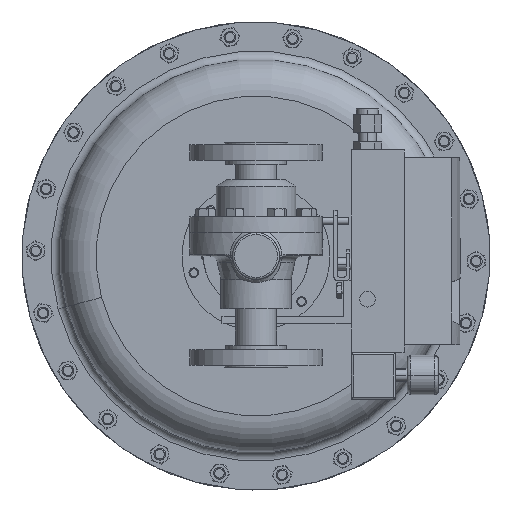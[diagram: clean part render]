
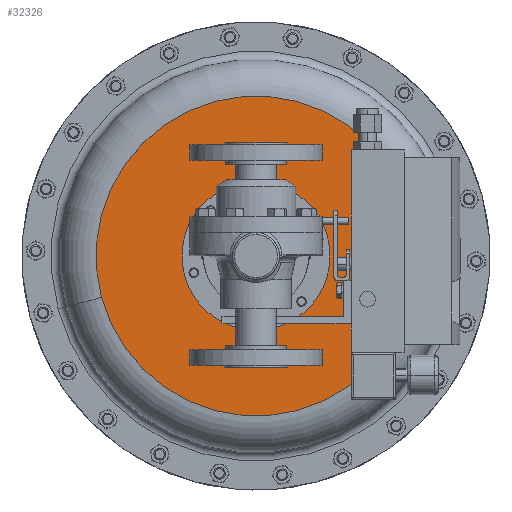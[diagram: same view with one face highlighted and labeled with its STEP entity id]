
A CAD part, front view. The second image highlights one B-rep face of the part: STEP entity #32326.
In plain terms, the highlighted planar face has unit normal (0, -1, 0).
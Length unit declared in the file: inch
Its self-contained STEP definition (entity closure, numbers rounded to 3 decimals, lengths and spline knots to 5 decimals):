
#486 = CARTESIAN_POINT ( 'NONE',  ( -3.2273, 9.6203, 4.00919 ) ) ;
#1143 = FACE_BOUND ( 'NONE', #8196, .T. ) ;
#1437 = DIRECTION ( 'NONE',  ( 0.966, 0., 0.259 ) ) ;
#3739 = DIRECTION ( 'NONE',  ( -0.966, 0., -0.259 ) ) ;
#4734 = EDGE_CURVE ( 'NONE', #40151, #15290, #40495, .T. ) ;
#6730 = CARTESIAN_POINT ( 'NONE',  ( 1.72307, 9.6203, 5.33564 ) ) ;
#6829 = AXIS2_PLACEMENT_3D ( 'NONE', #6730, #29203, #9950 ) ;
#8196 = EDGE_LOOP ( 'NONE', ( #29277, #17466 ) ) ;
#9950 = DIRECTION ( 'NONE',  ( -0.707, 0., -0.707 ) ) ;
#10568 = DIRECTION ( 'NONE',  ( -0.707, 0., -0.707 ) ) ;
#12620 = AXIS2_PLACEMENT_3D ( 'NONE', #39904, #20660, #1437 ) ;
#14297 = VERTEX_POINT ( 'NONE', #486 ) ;
#14476 = EDGE_CURVE ( 'NONE', #14297, #17731, #21785, .T. ) ;
#14744 = DIRECTION ( 'NONE',  ( 0., 1., 0. ) ) ;
#15151 = AXIS2_PLACEMENT_3D ( 'NONE', #29167, #22948, #3739 ) ;
#15290 = VERTEX_POINT ( 'NONE', #28779 ) ;
#16772 = ORIENTED_EDGE ( 'NONE', *, *, #22253, .F. ) ;
#17029 = CIRCLE ( 'NONE', #6829, 2.375 ) ;
#17466 = ORIENTED_EDGE ( 'NONE', *, *, #25880, .T. ) ;
#17731 = VERTEX_POINT ( 'NONE', #20209 ) ;
#17758 = CIRCLE ( 'NONE', #35260, 5.125 ) ;
#18921 = CARTESIAN_POINT ( 'NONE',  ( 3.40245, 9.6203, 7.01502 ) ) ;
#19721 = PLANE ( 'NONE',  #15151 ) ;
#20209 = CARTESIAN_POINT ( 'NONE',  ( 6.67344, 9.6203, 6.66208 ) ) ;
#20660 = DIRECTION ( 'NONE',  ( 0., 1., 0. ) ) ;
#21769 = ORIENTED_EDGE ( 'NONE', *, *, #14476, .F. ) ;
#21785 = CIRCLE ( 'NONE', #12620, 5.125 ) ;
#22253 = EDGE_CURVE ( 'NONE', #17731, #14297, #17758, .T. ) ;
#22585 = DIRECTION ( 'NONE',  ( 0., 1., 0. ) ) ;
#22806 = EDGE_LOOP ( 'NONE', ( #16772, #21769 ) ) ;
#22948 = DIRECTION ( 'NONE',  ( 0., -1., 0. ) ) ;
#25880 = EDGE_CURVE ( 'NONE', #15290, #40151, #17029, .T. ) ;
#27483 = CARTESIAN_POINT ( 'NONE',  ( 1.72307, 9.6203, 5.33564 ) ) ;
#28560 = AXIS2_PLACEMENT_3D ( 'NONE', #27483, #22585, #10568 ) ;
#28779 = CARTESIAN_POINT ( 'NONE',  ( 0.0437, 9.6203, 3.65626 ) ) ;
#29167 = CARTESIAN_POINT ( 'NONE',  ( 3.04952, 9.6203, 0.38527 ) ) ;
#29203 = DIRECTION ( 'NONE',  ( 0., 1., 0. ) ) ;
#29277 = ORIENTED_EDGE ( 'NONE', *, *, #4734, .T. ) ;
#32326 = ADVANCED_FACE ( 'NONE', ( #35329, #1143 ), #19721, .T. ) ;
#33968 = CARTESIAN_POINT ( 'NONE',  ( 1.72307, 9.6203, 5.33564 ) ) ;
#35260 = AXIS2_PLACEMENT_3D ( 'NONE', #33968, #14744, #37233 ) ;
#35329 = FACE_OUTER_BOUND ( 'NONE', #22806, .T. ) ;
#37233 = DIRECTION ( 'NONE',  ( 0.966, 0., 0.259 ) ) ;
#39904 = CARTESIAN_POINT ( 'NONE',  ( 1.72307, 9.6203, 5.33564 ) ) ;
#40151 = VERTEX_POINT ( 'NONE', #18921 ) ;
#40495 = CIRCLE ( 'NONE', #28560, 2.375 ) ;
